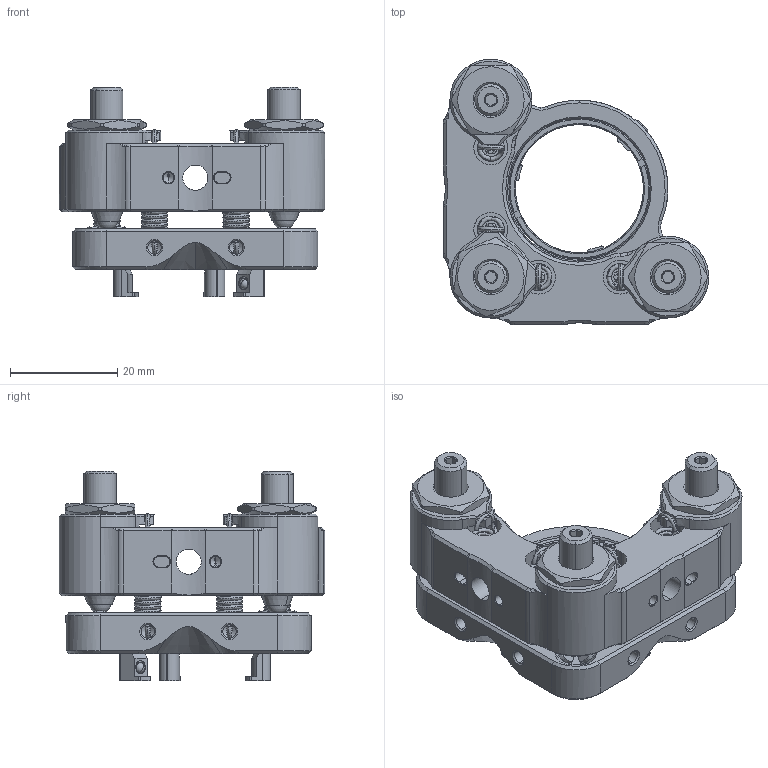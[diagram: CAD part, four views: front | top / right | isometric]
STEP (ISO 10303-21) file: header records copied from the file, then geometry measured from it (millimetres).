
FILE_DESCRIPTION (( 'STEP AP203' ), '1' );
FILE_NAME ('1.1.20.27_ZJO-PSM1.0-3.STEP', '2024-05-31T06:43:12', ( '' ), ( '' ), 'SwSTEP 2.0', 'SolidWorks 2021', '' );
FILE_SCHEMA (( 'CONFIG_CONTROL_DESIGN' ));
Length unit declared in the file: millimetre
Products named in the file (11): 36.1，440c不锈钢滚珠_36.1.6_GZ-B4; 1.1.20.26.1_替代进口不锈钢光学调整架前面板，低变形，SM1.0，含一个卡环，两轴; DXS-0625梓袧倰鞠褒覃誹ん _3.2.2.16.1-DXS-0625-26.6; ZFKｲｻﾐ篋ﾖﾍｸｾｵｿｨｻｷﾑｹﾈｦ_1.8.9.2_ZFKS-K1.0; 替代进口不锈钢光学调整架挠性臂后面板，用于φ1英寸光学元件; 32.5.3，QL-φ4x0.6，φ4x0.6 蓝宝石垫片，A; DXS-0625梓袧倰牉挴蹟佪_3.2.2.16-DXS-0625-26.6; 31.1.31_TL-φ5x23-0.8，2_φ5x17-0.8，双向拉簧，A; 凹头波珠螺丝，304钢_30.16.22-LWG-φ3*4; 1.1.20.27_ZJO-PSM1.0-3; 标准细牙锁紧螺母，外六角_3.2.6.14_DXJ-S0625-1302
Assembly tree (22 placements, depth 3):
  1.1.20.27_ZJO-PSM1.0-3
    替代进口不锈钢光学调整架挠性臂后面板，用于φ1英寸光学元件
    32.5.3，QL-φ4x0.6，φ4x0.6 蓝宝石垫片，A  x6
    1.1.20.26.1_替代进口不锈钢光学调整架前面板，低变形，SM1.0，含一个卡环，两轴
    DXS-0625梓袧倰牉挴蹟佪_3.2.2.16-DXS-0625-26.6  x3
      DXS-0625梓袧倰鞠褒覃誹ん _3.2.2.16.1-DXS-0625-26.6
      36.1，440c不锈钢滚珠_36.1.6_GZ-B4
    标准细牙锁紧螺母，外六角_3.2.6.14_DXJ-S0625-1302  x3
    31.1.31_TL-φ5x23-0.8，2_φ5x17-0.8，双向拉簧，A  x4
    凹头波珠螺丝，304钢_30.16.22-LWG-φ3*4
    ZFKｲｻﾐ篋ﾖﾍｸｾｵｿｨｻｷﾑｹﾈｦ_1.8.9.2_ZFKS-K1.0
Bounding box: 49.53 x 49.53 x 39.12 mm (x, y, z)
Volume: 21473.9 mm3; surface area: 17546.7 mm2
Topology: 24 solids, 24 shells, 669 faces, 1667 edges, 1033 vertices
Faces by surface type: plane 188, cone 186, cylinder 185, bspline 70, torus 32, sphere 8
Entity records: 24368 total; most frequent: CARTESIAN_POINT 10820, ORIENTED_EDGE 2586, DIRECTION 2453, EDGE_CURVE 1293, AXIS2_PLACEMENT_3D 964, VERTEX_POINT 809, EDGE_LOOP 558, LINE 525
